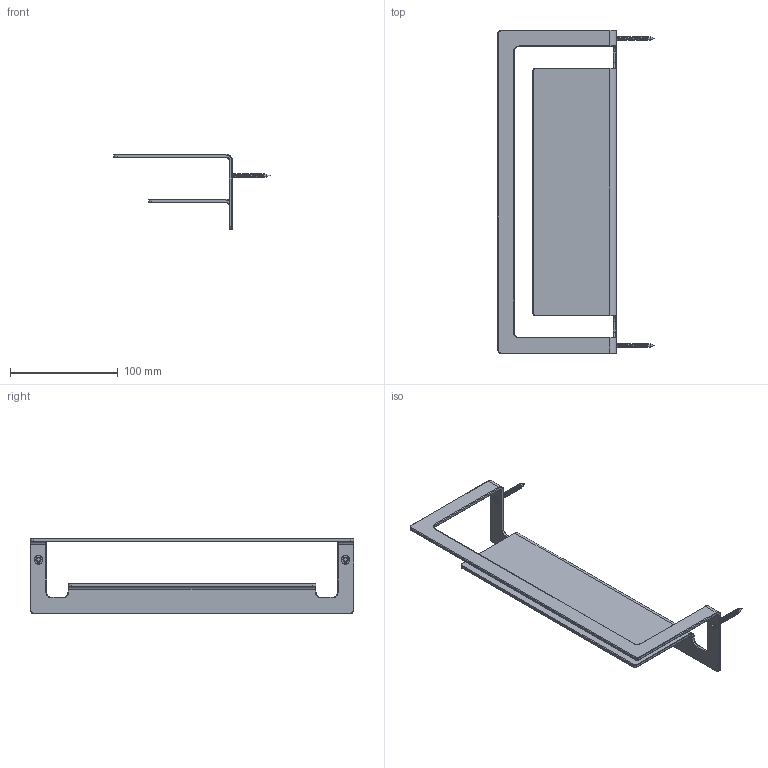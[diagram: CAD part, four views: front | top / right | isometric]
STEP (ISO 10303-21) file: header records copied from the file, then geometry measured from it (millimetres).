
FILE_DESCRIPTION(/* description */ ('Unknown','CAx-IF Rec.Pracs.---Representation and Presentation of Product Manufacturing Information (PMI)---4.0---2014-10-13','CAx-IF Rec.Pracs.---3D Tessellated Geometry---0.4---2014-09-14','2;1'),/* implementation_level */ '2;1');
FILE_NAME(/* name */ 'ARA20-00',/* time_stamp */ '2021-11-05T16:39:47+01:00',/* author */ ('Unknown'),/* organization */ ('Unknown'),/* preprocessor_version */ 'ST-DEVELOPER v16.7',/* originating_system */ 'DEX',/* authorisation */ $);
FILE_SCHEMA (('AP242_MANAGED_MODEL_BASED_3D_ENGINEERING_MIM_LF { 1 0 10303 442 1 1 4 }'));
Length unit declared in the file: millimetre
Products named in the file (4): ARA20-00; ARA20-01; ARA20-001_oa_0; C092090
Assembly tree (4 placements, depth 3):
  ARA20-00
    ARA20-01
    ARA20-001_oa_0
      C092090  x2
Bounding box: 145 x 300 x 69.79 mm (x, y, z)
Volume: 99524.2 mm3; surface area: 72531 mm2
Topology: 3 solids, 3 shells, 390 faces, 940 edges, 554 vertices
Faces by surface type: cylinder 150, bspline 108, torus 66, plane 48, cone 18
Full cylindrical faces by diameter (mm): 3.05 x40, 5 x2, 8 x2, 8.2 x2
Entity records: 13071 total; most frequent: CARTESIAN_POINT 8048, ORIENTED_EDGE 1046, DIRECTION 1021, EDGE_CURVE 523, AXIS2_PLACEMENT_3D 432, VERTEX_POINT 307, FACE_BOUND 250, CIRCLE 249
